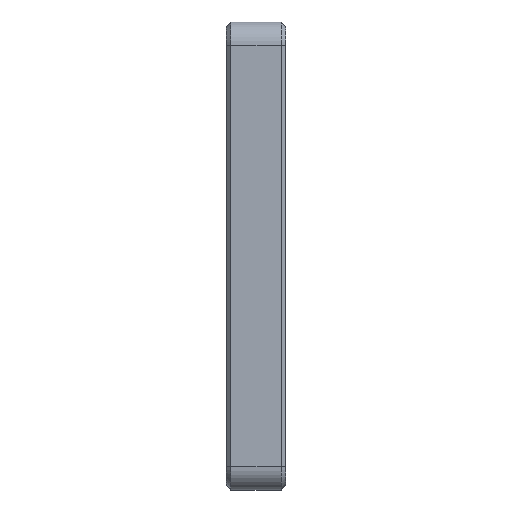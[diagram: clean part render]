
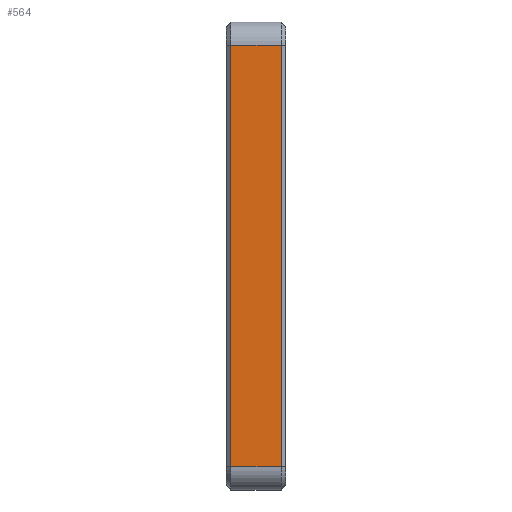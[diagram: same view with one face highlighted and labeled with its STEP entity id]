
A CAD part, left-side view. The second image highlights one B-rep face of the part: STEP entity #564.
In plain terms, the highlighted planar face has unit normal (-1, 0, 0).
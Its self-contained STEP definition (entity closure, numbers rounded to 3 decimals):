
#440 = EDGE_LOOP ( 'NONE', ( #563, #565, #503, #502 ) ) ;
#484 = VERTEX_POINT ( 'NONE', #2177 ) ;
#496 = EDGE_CURVE ( 'NONE', #514, #562, #2219, .T. ) ;
#497 = EDGE_CURVE ( 'NONE', #484, #514, #2205, .T. ) ;
#500 = VERTEX_POINT ( 'NONE', #2199 ) ;
#501 = EDGE_CURVE ( 'NONE', #562, #500, #2200, .T. ) ;
#502 = ORIENTED_EDGE ( 'NONE', *, *, #504, .T. ) ;
#503 = ORIENTED_EDGE ( 'NONE', *, *, #501, .T. ) ;
#504 = EDGE_CURVE ( 'NONE', #500, #484, #2198, .T. ) ;
#514 = VERTEX_POINT ( 'NONE', #2193 ) ;
#562 = VERTEX_POINT ( 'NONE', #1289 ) ;
#563 = ORIENTED_EDGE ( 'NONE', *, *, #497, .T. ) ;
#564 = ADVANCED_FACE ( 'NONE', ( #1287 ), #1290, .F. ) ;
#565 = ORIENTED_EDGE ( 'NONE', *, *, #496, .T. ) ;
#1287 = FACE_OUTER_BOUND ( 'NONE', #440, .T. ) ;
#1289 = CARTESIAN_POINT ( 'NONE',  ( -100., 1., 45. ) ) ;
#1290 = PLANE ( 'NONE',  #1559 ) ;
#1518 = DIRECTION ( 'NONE',  ( 1., 0., 0. ) ) ;
#1558 = CARTESIAN_POINT ( 'NONE',  ( -100., 12.7, -50. ) ) ;
#1559 = AXIS2_PLACEMENT_3D ( 'NONE', #1558, #1518, #1705 ) ;
#1705 = DIRECTION ( 'NONE',  ( 0., 0., -1. ) ) ;
#2177 = CARTESIAN_POINT ( 'NONE',  ( -100., 11.7, -45. ) ) ;
#2193 = CARTESIAN_POINT ( 'NONE',  ( -100., 1., -45. ) ) ;
#2194 = DIRECTION ( 'NONE',  ( 0., 1., 0. ) ) ;
#2195 = VECTOR ( 'NONE', #2194, 1000. ) ;
#2196 = CARTESIAN_POINT ( 'NONE',  ( -100., 12.7, 45. ) ) ;
#2198 = LINE ( 'NONE', #2248, #2247 ) ;
#2199 = CARTESIAN_POINT ( 'NONE',  ( -100., 11.7, 45. ) ) ;
#2200 = LINE ( 'NONE', #2196, #2195 ) ;
#2202 = DIRECTION ( 'NONE',  ( 0., -1., 0. ) ) ;
#2203 = VECTOR ( 'NONE', #2202, 1000. ) ;
#2204 = CARTESIAN_POINT ( 'NONE',  ( -100., 12.7, -45. ) ) ;
#2205 = LINE ( 'NONE', #2204, #2203 ) ;
#2208 = DIRECTION ( 'NONE',  ( 0., 0., 1. ) ) ;
#2209 = VECTOR ( 'NONE', #2208, 1000. ) ;
#2210 = CARTESIAN_POINT ( 'NONE',  ( -100., 1., 45. ) ) ;
#2219 = LINE ( 'NONE', #2210, #2209 ) ;
#2246 = DIRECTION ( 'NONE',  ( 0., 0., -1. ) ) ;
#2247 = VECTOR ( 'NONE', #2246, 1000. ) ;
#2248 = CARTESIAN_POINT ( 'NONE',  ( -100., 11.7, -50. ) ) ;
